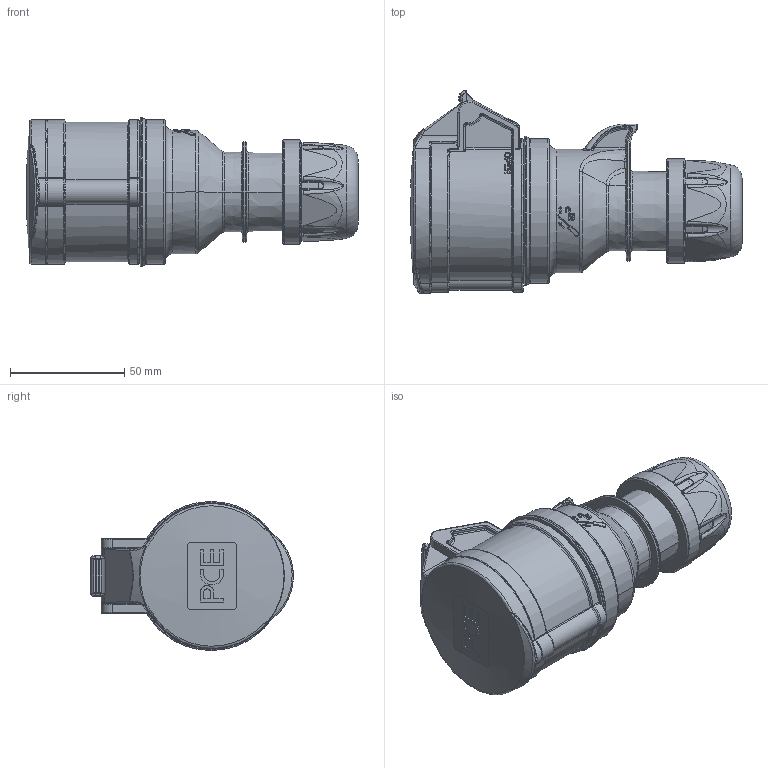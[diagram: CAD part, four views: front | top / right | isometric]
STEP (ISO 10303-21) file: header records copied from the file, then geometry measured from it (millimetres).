
FILE_DESCRIPTION (( 'STEP AP203' ), '1' );
FILE_NAME ('215-6.STEP', '2017-11-23T10:16:07', ( '' ), ( '' ), 'SwSTEP 2.0', 'SolidWorks 2016', '' );
FILE_SCHEMA (( 'CONFIG_CONTROL_DESIGN' ));
Products named in the file (1): 215-6
Bounding box: 145.19 x 88.6 x 65.2 mm (x, y, z)
Volume: 326781.7 mm3; surface area: 34433.1 mm2
Topology: 1 solids, 3 shells, 949 faces, 2304 edges, 1370 vertices
Faces by surface type: bspline 328, cylinder 218, plane 208, torus 125, sphere 36, cone 34
Full cylindrical faces by diameter (mm): 45.6 x1, 63.3 x1, 65.2 x1
Entity records: 41453 total; most frequent: CARTESIAN_POINT 22364, ORIENTED_EDGE 4512, DIRECTION 3235, EDGE_CURVE 2256, VERTEX_POINT 1358, AXIS2_PLACEMENT_3D 1335, EDGE_LOOP 994, FACE_OUTER_BOUND 962
